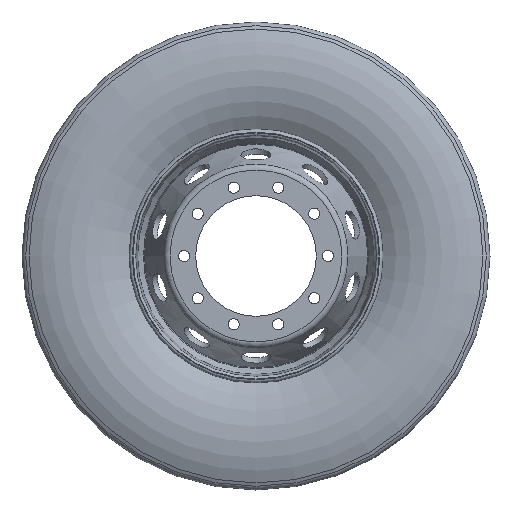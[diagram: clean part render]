
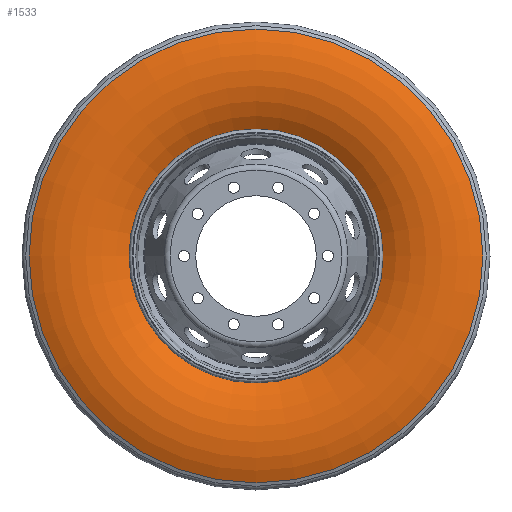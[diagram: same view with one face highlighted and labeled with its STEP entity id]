
A CAD part, left-side view. The second image highlights one B-rep face of the part: STEP entity #1533.
In plain terms, the highlighted toroidal (fillet/blend) face has major radius 428.161 mm and minor radius 233.412 mm.
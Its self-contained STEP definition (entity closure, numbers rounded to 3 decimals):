
#82=TOROIDAL_SURFACE('',#1669,428.161,233.412);
#135=FACE_BOUND('',#434,.T.);
#303=FACE_OUTER_BOUND('',#433,.T.);
#433=EDGE_LOOP('',(#1150));
#434=EDGE_LOOP('',(#1151));
#727=CIRCLE('',#1668,294.272);
#728=CIRCLE('',#1670,528.607);
#854=VERTEX_POINT('',#2438);
#855=VERTEX_POINT('',#2441);
#1001=EDGE_CURVE('',#854,#854,#727,.T.);
#1002=EDGE_CURVE('',#855,#855,#728,.T.);
#1150=ORIENTED_EDGE('',*,*,#1001,.F.);
#1151=ORIENTED_EDGE('',*,*,#1002,.T.);
#1533=ADVANCED_FACE('',(#303,#135),#82,.T.);
#1668=AXIS2_PLACEMENT_3D('',#2439,#1929,#1930);
#1669=AXIS2_PLACEMENT_3D('',#2440,#1931,#1932);
#1670=AXIS2_PLACEMENT_3D('',#2442,#1933,#1934);
#1929=DIRECTION('center_axis',(-1.,0.,0.));
#1930=DIRECTION('ref_axis',(0.,0.,1.));
#1931=DIRECTION('center_axis',(1.,0.,0.));
#1932=DIRECTION('ref_axis',(0.,0.,1.));
#1933=DIRECTION('center_axis',(-1.,0.,0.));
#1934=DIRECTION('ref_axis',(0.,0.,1.));
#2438=CARTESIAN_POINT('',(-115.281,0.,294.272));
#2439=CARTESIAN_POINT('Origin',(-115.281,0.,0.));
#2440=CARTESIAN_POINT('Origin',(75.912,0.,0.));
#2441=CARTESIAN_POINT('',(-134.782,0.,528.607));
#2442=CARTESIAN_POINT('Origin',(-134.782,0.,0.));
